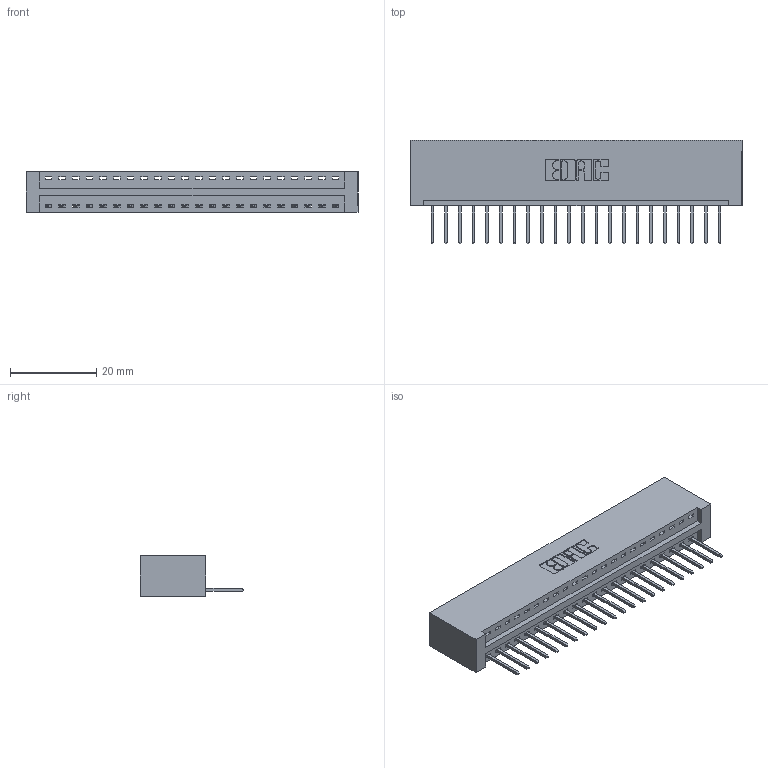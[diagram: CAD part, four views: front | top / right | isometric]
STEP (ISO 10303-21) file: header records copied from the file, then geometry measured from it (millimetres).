
FILE_DESCRIPTION (( 'STEP AP203' ), '1' );
FILE_NAME ('346-022-526-101.STEP', '2018-08-21T00:13:34', ( '' ), ( '' ), 'SwSTEP 2.0', 'SolidWorks 2016', '' );
FILE_SCHEMA (( 'CONFIG_CONTROL_DESIGN' ));
Length unit declared in the file: inch
Products named in the file (3): 346 Part_No Mounting Lugs; 345-292-001_345-293-126; 346-022-526-101
Assembly tree (23 placements, depth 2):
  346-022-526-101
    346 Part_No Mounting Lugs
    345-292-001_345-293-126  x22
Bounding box: 77.09 x 24.13 x 9.4 mm (x, y, z)
Volume: 7773.2 mm3; surface area: 9553.4 mm2
Topology: 23 solids, 23 shells, 1390 faces, 4177 edges, 2754 vertices
Faces by surface type: plane 952, cylinder 438
Entity records: 16087 total; most frequent: CARTESIAN_POINT 2770, ORIENTED_EDGE 2726, DIRECTION 2463, EDGE_CURVE 1363, VECTOR 1151, LINE 1151, VERTEX_POINT 906, AXIS2_PLACEMENT_3D 656
